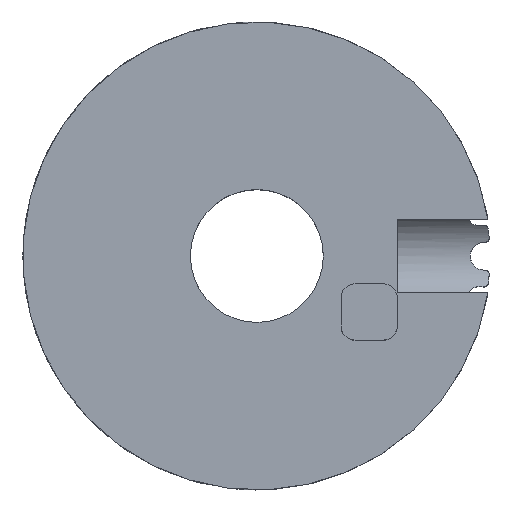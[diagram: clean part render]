
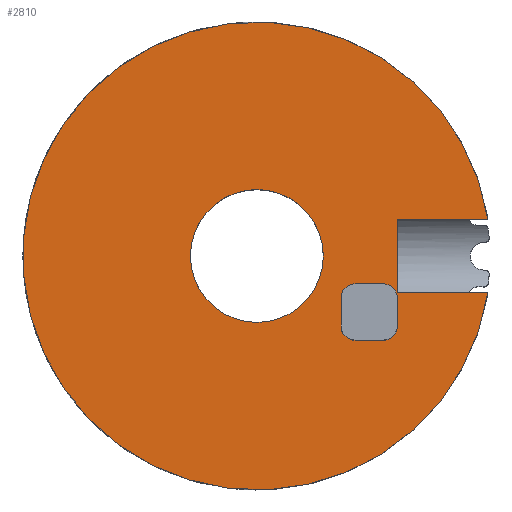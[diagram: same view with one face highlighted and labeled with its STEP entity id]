
A CAD part, top view. The second image highlights one B-rep face of the part: STEP entity #2810.
In plain terms, the highlighted planar face has unit normal (0, 0, 1).
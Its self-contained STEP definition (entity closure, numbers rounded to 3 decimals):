
#52=FACE_BOUND('',#240,.T.);
#53=FACE_BOUND('',#241,.T.);
#66=PLANE('',#2988);
#84=FACE_OUTER_BOUND('',#239,.T.);
#239=EDGE_LOOP('',(#1784,#1785,#1786,#1787));
#240=EDGE_LOOP('',(#1788,#1789,#1790,#1791,#1792,#1793,#1794,#1795));
#241=EDGE_LOOP('',(#1796));
#398=LINE('',#4412,#559);
#404=LINE('',#4432,#565);
#407=LINE('',#4440,#568);
#409=LINE('',#4446,#570);
#410=LINE('',#4450,#571);
#411=LINE('',#4452,#572);
#412=LINE('',#4455,#573);
#559=VECTOR('',#3407,10.);
#565=VECTOR('',#3427,10.);
#568=VECTOR('',#3436,10.);
#570=VECTOR('',#3444,10.);
#571=VECTOR('',#3447,10.);
#572=VECTOR('',#3448,10.);
#573=VECTOR('',#3451,10.);
#717=CIRCLE('',#2973,1.5);
#721=CIRCLE('',#2980,1.5);
#722=CIRCLE('',#2983,1.5);
#723=CIRCLE('',#2986,1.5);
#724=CIRCLE('',#2989,25.);
#725=CIRCLE('',#2990,7.1);
#982=VERTEX_POINT('',#4402);
#983=VERTEX_POINT('',#4404);
#985=VERTEX_POINT('',#4410);
#991=VERTEX_POINT('',#4426);
#992=VERTEX_POINT('',#4430);
#993=VERTEX_POINT('',#4434);
#994=VERTEX_POINT('',#4438);
#995=VERTEX_POINT('',#4442);
#996=VERTEX_POINT('',#4448);
#997=VERTEX_POINT('',#4449);
#998=VERTEX_POINT('',#4451);
#999=VERTEX_POINT('',#4453);
#1000=VERTEX_POINT('',#4456);
#1288=EDGE_CURVE('',#982,#983,#717,.F.);
#1292=EDGE_CURVE('',#982,#985,#398,.T.);
#1300=EDGE_CURVE('',#991,#985,#721,.F.);
#1302=EDGE_CURVE('',#991,#992,#404,.T.);
#1304=EDGE_CURVE('',#993,#992,#722,.F.);
#1306=EDGE_CURVE('',#993,#994,#407,.T.);
#1308=EDGE_CURVE('',#995,#994,#723,.F.);
#1309=EDGE_CURVE('',#995,#983,#409,.T.);
#1310=EDGE_CURVE('',#996,#997,#410,.T.);
#1311=EDGE_CURVE('',#997,#998,#411,.T.);
#1312=EDGE_CURVE('',#998,#999,#724,.T.);
#1313=EDGE_CURVE('',#999,#996,#412,.T.);
#1314=EDGE_CURVE('',#1000,#1000,#725,.T.);
#1784=ORIENTED_EDGE('',*,*,#1310,.T.);
#1785=ORIENTED_EDGE('',*,*,#1311,.T.);
#1786=ORIENTED_EDGE('',*,*,#1312,.T.);
#1787=ORIENTED_EDGE('',*,*,#1313,.T.);
#1788=ORIENTED_EDGE('',*,*,#1292,.T.);
#1789=ORIENTED_EDGE('',*,*,#1300,.F.);
#1790=ORIENTED_EDGE('',*,*,#1302,.T.);
#1791=ORIENTED_EDGE('',*,*,#1304,.F.);
#1792=ORIENTED_EDGE('',*,*,#1306,.T.);
#1793=ORIENTED_EDGE('',*,*,#1308,.F.);
#1794=ORIENTED_EDGE('',*,*,#1309,.T.);
#1795=ORIENTED_EDGE('',*,*,#1288,.F.);
#1796=ORIENTED_EDGE('',*,*,#1314,.F.);
#2810=ADVANCED_FACE('',(#84,#52,#53),#66,.F.);
#2973=AXIS2_PLACEMENT_3D('',#4405,#3400,#3401);
#2980=AXIS2_PLACEMENT_3D('',#4428,#3422,#3423);
#2983=AXIS2_PLACEMENT_3D('',#4436,#3431,#3432);
#2986=AXIS2_PLACEMENT_3D('',#4444,#3440,#3441);
#2988=AXIS2_PLACEMENT_3D('',#4447,#3445,#3446);
#2989=AXIS2_PLACEMENT_3D('',#4454,#3449,#3450);
#2990=AXIS2_PLACEMENT_3D('',#4457,#3452,#3453);
#3400=DIRECTION('center_axis',(0.,0.,-1.));
#3401=DIRECTION('ref_axis',(0.707,0.707,0.));
#3407=DIRECTION('',(0.,-1.,0.));
#3422=DIRECTION('center_axis',(0.,0.,-1.));
#3423=DIRECTION('ref_axis',(0.707,-0.707,0.));
#3427=DIRECTION('',(-1.,0.,0.));
#3431=DIRECTION('center_axis',(0.,0.,-1.));
#3432=DIRECTION('ref_axis',(-0.707,-0.707,0.));
#3436=DIRECTION('',(0.,1.,0.));
#3440=DIRECTION('center_axis',(0.,0.,-1.));
#3441=DIRECTION('ref_axis',(-0.707,0.707,0.));
#3444=DIRECTION('',(1.,0.,0.));
#3445=DIRECTION('center_axis',(0.,0.,-1.));
#3446=DIRECTION('ref_axis',(0.,1.,0.));
#3447=DIRECTION('',(0.,1.,0.));
#3448=DIRECTION('',(1.,0.,0.));
#3449=DIRECTION('center_axis',(0.,0.,1.));
#3450=DIRECTION('ref_axis',(1.,0.,0.));
#3451=DIRECTION('',(-1.,0.,0.));
#3452=DIRECTION('center_axis',(0.,0.,1.));
#3453=DIRECTION('ref_axis',(1.,0.,0.));
#4402=CARTESIAN_POINT('',(15.,-4.5,2.388));
#4404=CARTESIAN_POINT('',(13.5,-3.,2.388));
#4405=CARTESIAN_POINT('Origin',(13.5,-4.5,2.388));
#4410=CARTESIAN_POINT('',(15.,-7.5,2.388));
#4412=CARTESIAN_POINT('',(15.,8.2,2.388));
#4426=CARTESIAN_POINT('',(13.5,-9.,2.388));
#4428=CARTESIAN_POINT('Origin',(13.5,-7.5,2.388));
#4430=CARTESIAN_POINT('',(10.5,-9.,2.388));
#4432=CARTESIAN_POINT('',(4.5,-9.,2.388));
#4434=CARTESIAN_POINT('',(9.,-7.5,2.388));
#4436=CARTESIAN_POINT('Origin',(10.5,-7.5,2.388));
#4438=CARTESIAN_POINT('',(9.,-4.5,2.388));
#4440=CARTESIAN_POINT('',(9.,11.2,2.388));
#4442=CARTESIAN_POINT('',(10.5,-3.,2.388));
#4444=CARTESIAN_POINT('Origin',(10.5,-4.5,2.388));
#4446=CARTESIAN_POINT('',(7.5,-3.,2.388));
#4447=CARTESIAN_POINT('Origin',(0.,25.4,2.388));
#4448=CARTESIAN_POINT('',(15.,-3.925,2.388));
#4449=CARTESIAN_POINT('',(15.,3.925,2.388));
#4450=CARTESIAN_POINT('',(15.,12.7,2.388));
#4451=CARTESIAN_POINT('',(24.69,3.925,2.388));
#4452=CARTESIAN_POINT('',(15.,3.925,2.388));
#4453=CARTESIAN_POINT('',(24.69,-3.925,2.388));
#4454=CARTESIAN_POINT('Origin',(0.,0.,2.388));
#4455=CARTESIAN_POINT('',(15.,-3.925,2.388));
#4456=CARTESIAN_POINT('',(-7.1,0.,2.388));
#4457=CARTESIAN_POINT('Origin',(0.,0.,2.388));
